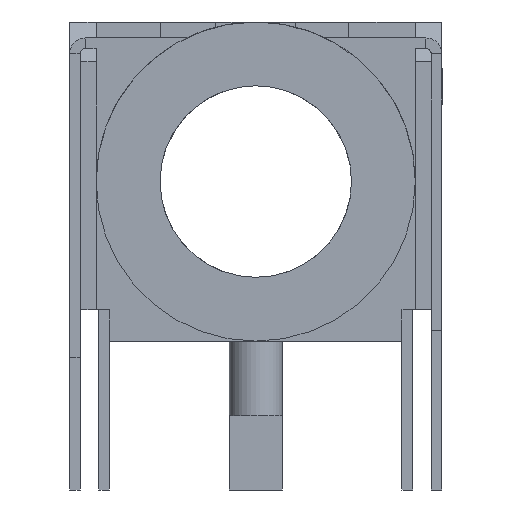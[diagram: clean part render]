
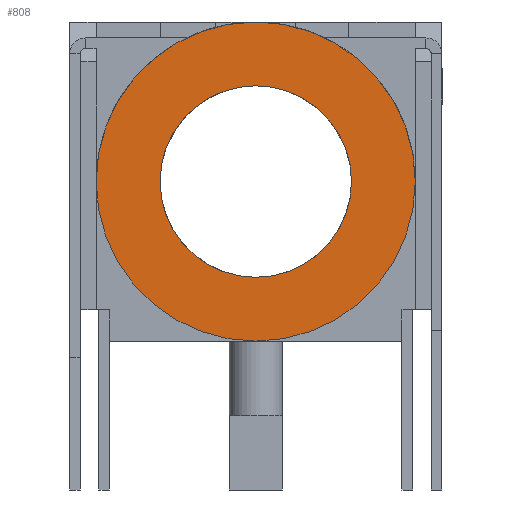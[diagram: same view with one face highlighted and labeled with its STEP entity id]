
A CAD part, left-side view. The second image highlights one B-rep face of the part: STEP entity #808.
In plain terms, the highlighted planar face has unit normal (-1, 0, 0).
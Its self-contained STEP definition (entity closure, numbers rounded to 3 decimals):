
#808 = ADVANCED_FACE ( 'NONE', ( #11464, #3349 ), #19864, .T. ) ;
#1240 = CIRCLE ( 'NONE', #7009, 3. ) ;
#1633 = AXIS2_PLACEMENT_3D ( 'NONE', #6307, #8143, #12876 ) ;
#2113 = EDGE_CURVE ( 'NONE', #14712, #18993, #1240, .T. ) ;
#2189 = DIRECTION ( 'NONE',  ( 0., 0., 1. ) ) ;
#2492 = DIRECTION ( 'NONE',  ( 0., 0., 1. ) ) ;
#2514 = EDGE_CURVE ( 'NONE', #18993, #14712, #11830, .T. ) ;
#2564 = CIRCLE ( 'NONE', #14495, 1.8 ) ;
#3270 = ORIENTED_EDGE ( 'NONE', *, *, #2113, .T. ) ;
#3349 = FACE_OUTER_BOUND ( 'NONE', #18291, .T. ) ;
#3365 = CARTESIAN_POINT ( 'NONE',  ( -7.5, 0., 4.8 ) ) ;
#3663 = DIRECTION ( 'NONE',  ( 0., 0., 1. ) ) ;
#3803 = CARTESIAN_POINT ( 'NONE',  ( -7.5, 0., 0. ) ) ;
#4365 = ORIENTED_EDGE ( 'NONE', *, *, #20672, .F. ) ;
#5294 = CARTESIAN_POINT ( 'NONE',  ( -7.5, 0., 3. ) ) ;
#5480 = DIRECTION ( 'NONE',  ( -1., 0., 0. ) ) ;
#6095 = CARTESIAN_POINT ( 'NONE',  ( -7.5, 0., 1.2 ) ) ;
#6307 = CARTESIAN_POINT ( 'NONE',  ( -7.5, 0., 3. ) ) ;
#7009 = AXIS2_PLACEMENT_3D ( 'NONE', #5294, #20220, #11851 ) ;
#7268 = CARTESIAN_POINT ( 'NONE',  ( -7.5, 0., 3. ) ) ;
#8143 = DIRECTION ( 'NONE',  ( -1., 0., 0. ) ) ;
#8723 = VERTEX_POINT ( 'NONE', #3365 ) ;
#9087 = AXIS2_PLACEMENT_3D ( 'NONE', #11813, #5480, #2189 ) ;
#9845 = DIRECTION ( 'NONE',  ( -1., 0., 0. ) ) ;
#10017 = ORIENTED_EDGE ( 'NONE', *, *, #18580, .F. ) ;
#11464 = FACE_BOUND ( 'NONE', #14705, .T. ) ;
#11788 = CARTESIAN_POINT ( 'NONE',  ( -7.5, 0., 3. ) ) ;
#11813 = CARTESIAN_POINT ( 'NONE',  ( -7.5, 0., 3. ) ) ;
#11830 = CIRCLE ( 'NONE', #9087, 3. ) ;
#11851 = DIRECTION ( 'NONE',  ( 0., 0., 1. ) ) ;
#12468 = ORIENTED_EDGE ( 'NONE', *, *, #2514, .T. ) ;
#12876 = DIRECTION ( 'NONE',  ( 0., 0., 1. ) ) ;
#14495 = AXIS2_PLACEMENT_3D ( 'NONE', #7268, #20290, #2492 ) ;
#14705 = EDGE_LOOP ( 'NONE', ( #4365, #10017 ) ) ;
#14712 = VERTEX_POINT ( 'NONE', #17136 ) ;
#17136 = CARTESIAN_POINT ( 'NONE',  ( -7.5, 0., 6. ) ) ;
#17288 = CIRCLE ( 'NONE', #1633, 1.8 ) ;
#18291 = EDGE_LOOP ( 'NONE', ( #12468, #3270 ) ) ;
#18580 = EDGE_CURVE ( 'NONE', #19355, #8723, #2564, .T. ) ;
#18993 = VERTEX_POINT ( 'NONE', #3803 ) ;
#19355 = VERTEX_POINT ( 'NONE', #6095 ) ;
#19864 = PLANE ( 'NONE',  #20104 ) ;
#20104 = AXIS2_PLACEMENT_3D ( 'NONE', #11788, #9845, #3663 ) ;
#20220 = DIRECTION ( 'NONE',  ( -1., 0., 0. ) ) ;
#20290 = DIRECTION ( 'NONE',  ( -1., 0., 0. ) ) ;
#20672 = EDGE_CURVE ( 'NONE', #8723, #19355, #17288, .T. ) ;
